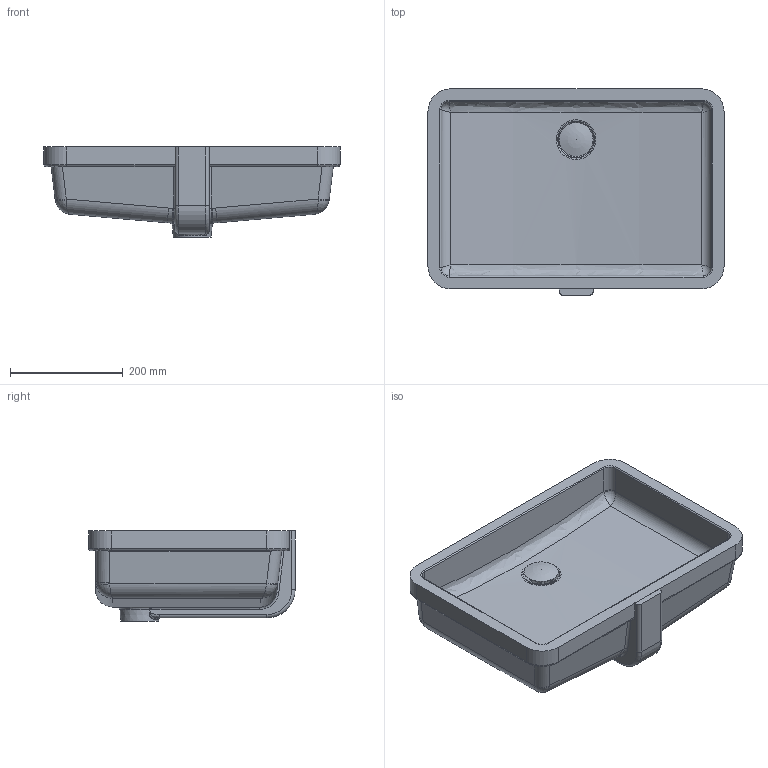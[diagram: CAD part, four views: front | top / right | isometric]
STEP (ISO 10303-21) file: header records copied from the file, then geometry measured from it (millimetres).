
FILE_DESCRIPTION((''),'2;1');
FILE_NAME('033048.stp','2010-03-24T10:32:49',('Andreas'),(''),'Autodesk Inventor 2009','Autodesk Inventor 2009','');
FILE_SCHEMA(('AUTOMOTIVE_DESIGN { 1 0 10303 214 1 1 1 1 }'));
Length unit declared in the file: millimetre
Products named in the file (4): 033048; Kelch; Stopfen
Assembly tree (3 placements, depth 2):
  033048
    033048
    Kelch
    Stopfen
Bounding box: 525 x 365.91 x 160 mm (x, y, z)
Volume: 9549534.8 mm3; surface area: 702482 mm2
Topology: 3 solids, 3 shells, 164 faces, 403 edges, 239 vertices
Faces by surface type: cylinder 57, plane 45, bspline 42, torus 17, cone 3
Full cylindrical faces by diameter (mm): 20 x1, 42 x1, 44 x1, 52 x1, 60 x1
Entity records: 10177 total; most frequent: CARTESIAN_POINT 6433, ORIENTED_EDGE 762, DIRECTION 753, EDGE_CURVE 381, AXIS2_PLACEMENT_3D 300, VERTEX_POINT 235, EDGE_LOOP 180, FACE_OUTER_BOUND 164
